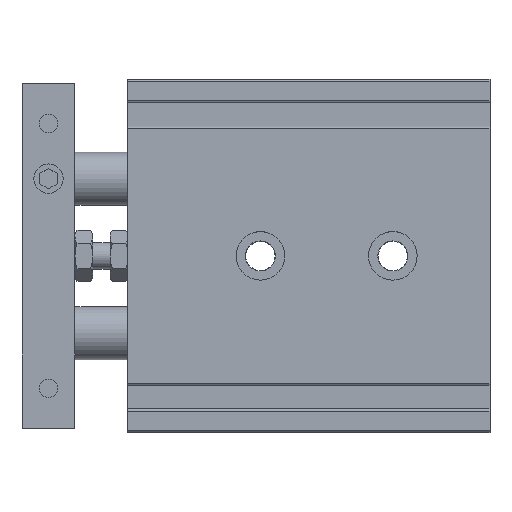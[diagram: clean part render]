
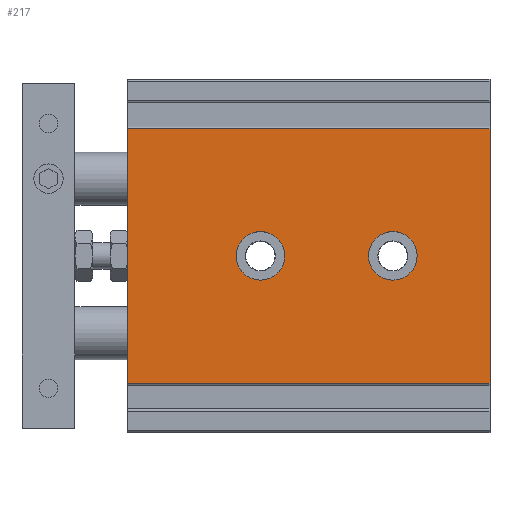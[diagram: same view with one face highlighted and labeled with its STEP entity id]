
A CAD part, top view. The second image highlights one B-rep face of the part: STEP entity #217.
In plain terms, the highlighted planar face has unit normal (0, 0, 1).
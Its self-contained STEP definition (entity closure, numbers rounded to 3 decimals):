
#217 = ADVANCED_FACE( '', ( #443, #444, #445 ), #446, .F. );
#443 = FACE_BOUND( '', #965, .T. );
#444 = FACE_BOUND( '', #966, .T. );
#445 = FACE_OUTER_BOUND( '', #967, .T. );
#446 = PLANE( '', #968 );
#965 = EDGE_LOOP( '', ( #1542 ) );
#966 = EDGE_LOOP( '', ( #1543 ) );
#967 = EDGE_LOOP( '', ( #1544, #1545, #1546, #1547 ) );
#968 = AXIS2_PLACEMENT_3D( '', #1548, #1549, #1550 );
#1542 = ORIENTED_EDGE( '', *, *, #3001, .T. );
#1543 = ORIENTED_EDGE( '', *, *, #3002, .T. );
#1544 = ORIENTED_EDGE( '', *, *, #3003, .T. );
#1545 = ORIENTED_EDGE( '', *, *, #3004, .F. );
#1546 = ORIENTED_EDGE( '', *, *, #3005, .F. );
#1547 = ORIENTED_EDGE( '', *, *, #3006, .T. );
#1548 = CARTESIAN_POINT( '', ( 82., 28.85, 15. ) );
#1549 = DIRECTION( '', ( 0., 0., -1. ) );
#1550 = DIRECTION( '', ( -1., 0., 0. ) );
#3001 = EDGE_CURVE( '', #3466, #3466, #3467, .T. );
#3002 = EDGE_CURVE( '', #3468, #3468, #3469, .T. );
#3003 = EDGE_CURVE( '', #3470, #3471, #3472, .T. );
#3004 = EDGE_CURVE( '', #3473, #3471, #3474, .T. );
#3005 = EDGE_CURVE( '', #3475, #3473, #3476, .T. );
#3006 = EDGE_CURVE( '', #3475, #3470, #3477, .T. );
#3466 = VERTEX_POINT( '', #4315 );
#3467 = CIRCLE( '', #4316, 5.5 );
#3468 = VERTEX_POINT( '', #4317 );
#3469 = CIRCLE( '', #4318, 5.5 );
#3470 = VERTEX_POINT( '', #4319 );
#3471 = VERTEX_POINT( '', #4320 );
#3472 = LINE( '', #4321, #4322 );
#3473 = VERTEX_POINT( '', #4323 );
#3474 = LINE( '', #4324, #4325 );
#3475 = VERTEX_POINT( '', #4326 );
#3476 = LINE( '', #4327, #4328 );
#3477 = LINE( '', #4329, #4330 );
#4315 = CARTESIAN_POINT( '', ( 54.5, 0., 15. ) );
#4316 = AXIS2_PLACEMENT_3D( '', #5346, #5347, #5348 );
#4317 = CARTESIAN_POINT( '', ( 24.5, 0., 15. ) );
#4318 = AXIS2_PLACEMENT_3D( '', #5349, #5350, #5351 );
#4319 = CARTESIAN_POINT( '', ( 0., 28.85, 15. ) );
#4320 = CARTESIAN_POINT( '', ( 0., -28.85, 15. ) );
#4321 = CARTESIAN_POINT( '', ( 0., 28.85, 15. ) );
#4322 = VECTOR( '', #5352, 1000. );
#4323 = CARTESIAN_POINT( '', ( 82., -28.85, 15. ) );
#4324 = CARTESIAN_POINT( '', ( 82., -28.85, 15. ) );
#4325 = VECTOR( '', #5353, 1000. );
#4326 = CARTESIAN_POINT( '', ( 82., 28.85, 15. ) );
#4327 = CARTESIAN_POINT( '', ( 82., 28.85, 15. ) );
#4328 = VECTOR( '', #5354, 1000. );
#4329 = CARTESIAN_POINT( '', ( 82., 28.85, 15. ) );
#4330 = VECTOR( '', #5355, 1000. );
#5346 = CARTESIAN_POINT( '', ( 60., 0., 15. ) );
#5347 = DIRECTION( '', ( 0., 0., -1. ) );
#5348 = DIRECTION( '', ( -1., 0., 0. ) );
#5349 = CARTESIAN_POINT( '', ( 30., 0., 15. ) );
#5350 = DIRECTION( '', ( 0., 0., -1. ) );
#5351 = DIRECTION( '', ( -1., 0., 0. ) );
#5352 = DIRECTION( '', ( 0., -1., 0. ) );
#5353 = DIRECTION( '', ( -1., 0., 0. ) );
#5354 = DIRECTION( '', ( 0., -1., 0. ) );
#5355 = DIRECTION( '', ( -1., 0., 0. ) );
